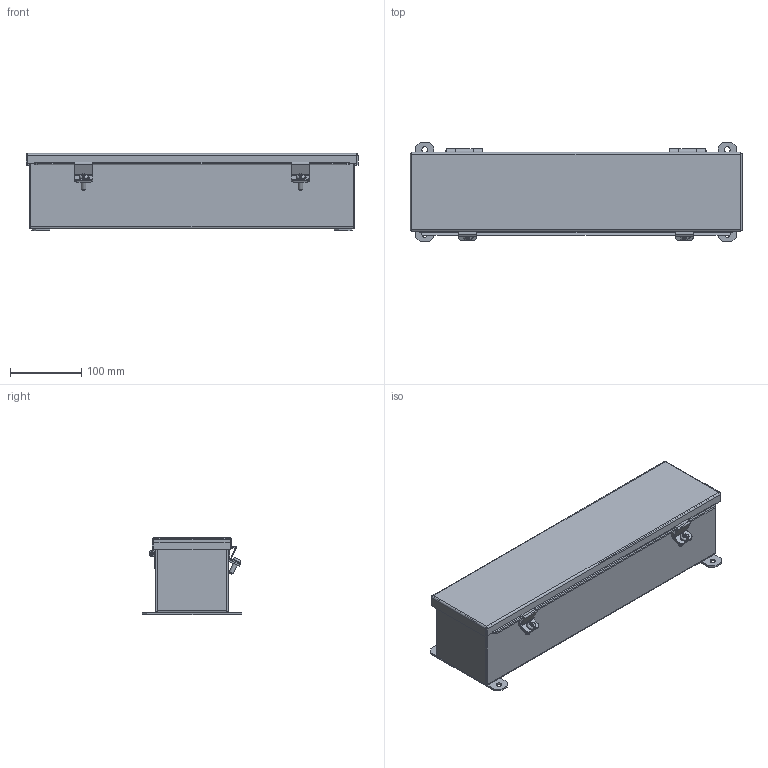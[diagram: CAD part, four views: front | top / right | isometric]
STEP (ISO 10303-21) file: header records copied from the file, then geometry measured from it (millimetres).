
FILE_DESCRIPTION (( 'STEP AP214' ), '1' );
FILE_NAME ('1486C18SS.STEP', '2023-05-09T10:58:46', ( '' ), ( '' ), 'SwSTEP 2.0', 'SolidWorks 2021', '' );
FILE_SCHEMA (( 'AUTOMOTIVE_DESIGN' ));
Length unit declared in the file: inch
Products named in the file (1): 1486C18SS
Bounding box: 466.73 x 139.7 x 108.38 mm (x, y, z)
Volume: 558147.9 mm3; surface area: 541533.3 mm2
Topology: 7 solids, 7 shells, 418 faces, 1098 edges, 692 vertices
Faces by surface type: plane 270, cylinder 112, bspline 22, cone 10, torus 4
Full cylindrical faces by diameter (mm): 4.572 x2, 5.41 x2, 6.35 x2, 7.937 x4, 12.268 x2
Entity records: 20384 total; most frequent: CARTESIAN_POINT 4791, ORIENTED_EDGE 2136, DIRECTION 1968, EDGE_CURVE 1068, VECTOR 762, LINE 762, VERTEX_POINT 684, AXIS2_PLACEMENT_3D 603
